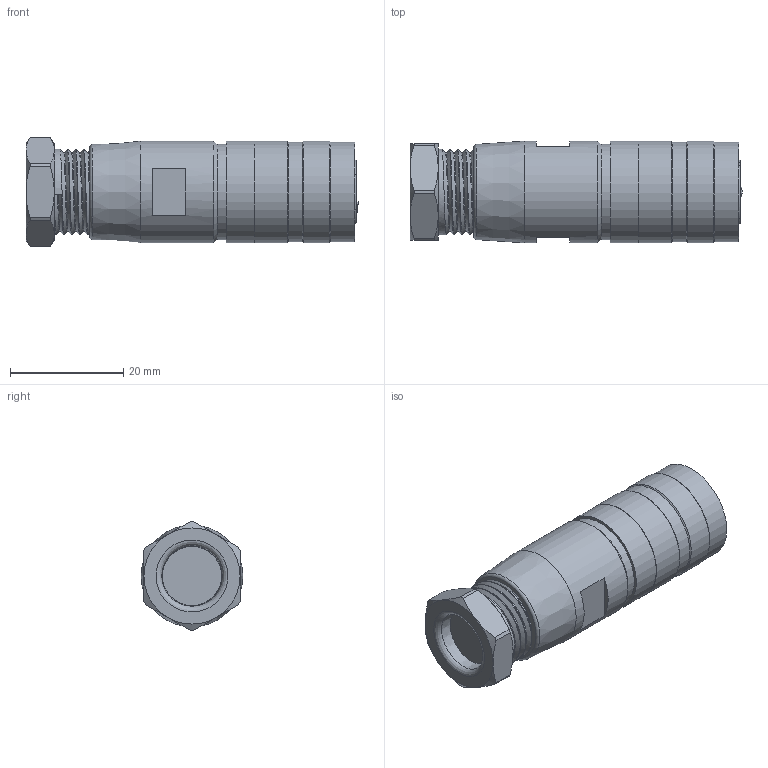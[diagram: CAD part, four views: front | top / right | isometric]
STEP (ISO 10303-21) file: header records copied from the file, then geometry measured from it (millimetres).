
FILE_DESCRIPTION(/* description */ (''),/* implementation_level */ '2;1');
FILE_NAME(/* name */ 'c091 11d006 001 2 unxc001-02.stp',/* time_stamp */ '2019-07-24T16:31:37+02:00',/* author */ (''),/* organization */ (''),/* preprocessor_version */ 'ST-DEVELOPER v16.7',/* originating_system */ 'SIEMENS PLM Software NX 12.0',/* authorisation */ '');
FILE_SCHEMA (('AUTOMOTIVE_DESIGN { 1 0 10303 214 3 1 1 1 }'));
Length unit declared in the file: millimetre
Products named in the file (1): c091 11d006 001 2 unxc001-02
Bounding box: 58.75 x 18 x 19.3 mm (x, y, z)
Volume: 12988.9 mm3; surface area: 4996 mm2
Topology: 1 solids, 1 shells, 139 faces, 360 edges, 238 vertices
Faces by surface type: plane 76, cylinder 30, bspline 18, cone 14, torus 1
Full cylindrical faces by diameter (mm): 14.7 x1, 14.8 x1, 15.2 x2, 16.7 x1, 16.9 x1, 17.6 x2, 17.9 x1, 18 x3
Entity records: 6737 total; most frequent: CARTESIAN_POINT 2848, ORIENTED_EDGE 662, DIRECTION 581, EDGE_CURVE 331, VERTEX_POINT 230, AXIS2_PLACEMENT_3D 216, EDGE_LOOP 175, LINE 149
